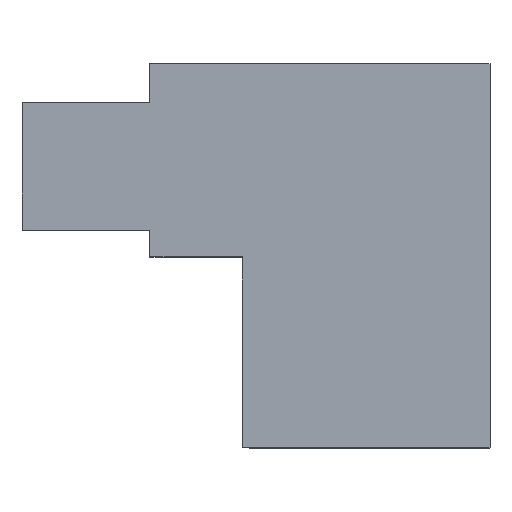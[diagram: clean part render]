
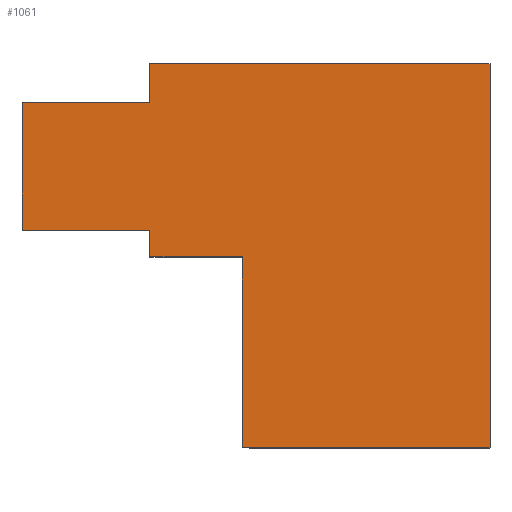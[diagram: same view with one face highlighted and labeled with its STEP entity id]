
A CAD part, top view. The second image highlights one B-rep face of the part: STEP entity #1061.
In plain terms, the highlighted planar face has unit normal (0, 0, 1).
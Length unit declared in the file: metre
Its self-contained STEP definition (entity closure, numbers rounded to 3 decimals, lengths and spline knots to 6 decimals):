
#216=ORIENTED_EDGE('',*,*,#444,.F.);
#217=ORIENTED_EDGE('',*,*,#445,.T.);
#218=ORIENTED_EDGE('',*,*,#446,.F.);
#219=ORIENTED_EDGE('',*,*,#447,.T.);
#220=ORIENTED_EDGE('',*,*,#448,.T.);
#221=ORIENTED_EDGE('',*,*,#449,.T.);
#222=ORIENTED_EDGE('',*,*,#432,.F.);
#223=ORIENTED_EDGE('',*,*,#443,.T.);
#224=ORIENTED_EDGE('',*,*,#351,.F.);
#225=ORIENTED_EDGE('',*,*,#364,.F.);
#351=EDGE_CURVE('',#502,#503,#601,.T.);
#364=EDGE_CURVE('',#514,#502,#614,.T.);
#432=EDGE_CURVE('',#557,#558,#682,.T.);
#443=EDGE_CURVE('',#557,#503,#693,.T.);
#444=EDGE_CURVE('',#561,#514,#694,.T.);
#445=EDGE_CURVE('',#561,#562,#695,.T.);
#446=EDGE_CURVE('',#563,#562,#696,.T.);
#447=EDGE_CURVE('',#563,#564,#697,.T.);
#448=EDGE_CURVE('',#564,#565,#698,.T.);
#449=EDGE_CURVE('',#565,#558,#699,.T.);
#502=VERTEX_POINT('',#1480);
#503=VERTEX_POINT('',#1482);
#514=VERTEX_POINT('',#1509);
#557=VERTEX_POINT('',#1638);
#558=VERTEX_POINT('',#1640);
#561=VERTEX_POINT('',#1664);
#562=VERTEX_POINT('',#1666);
#563=VERTEX_POINT('',#1668);
#564=VERTEX_POINT('',#1670);
#565=VERTEX_POINT('',#1672);
#601=LINE('',#1481,#749);
#614=LINE('',#1510,#762);
#682=LINE('',#1639,#830);
#693=LINE('',#1661,#841);
#694=LINE('',#1663,#842);
#695=LINE('',#1665,#843);
#696=LINE('',#1667,#844);
#697=LINE('',#1669,#845);
#698=LINE('',#1671,#846);
#699=LINE('',#1673,#847);
#749=VECTOR('',#1190,1.);
#762=VECTOR('',#1211,1.);
#830=VECTOR('',#1315,1.);
#841=VECTOR('',#1342,1.);
#842=VECTOR('',#1345,1.);
#843=VECTOR('',#1346,1.);
#844=VECTOR('',#1347,1.);
#845=VECTOR('',#1348,1.);
#846=VECTOR('',#1349,1.);
#847=VECTOR('',#1350,1.);
#901=EDGE_LOOP('',(#216,#217,#218,#219,#220,#221,#222,#223,#224,#225));
#955=FACE_BOUND('',#901,.T.);
#1009=PLANE('',#1128);
#1061=ADVANCED_FACE('',(#955),#1009,.T.);
#1128=AXIS2_PLACEMENT_3D('',#1662,#1343,#1344);
#1190=DIRECTION('',(-1.,0.,0.));
#1211=DIRECTION('',(0.,-1.,0.));
#1315=DIRECTION('',(-1.,0.,0.));
#1342=DIRECTION('',(0.,-1.,0.));
#1343=DIRECTION('',(0.,0.,1.));
#1344=DIRECTION('',(1.,0.,0.));
#1345=DIRECTION('',(1.,0.,0.));
#1346=DIRECTION('',(0.,-1.,0.));
#1347=DIRECTION('',(1.,0.,0.));
#1348=DIRECTION('',(0.,-1.,0.));
#1349=DIRECTION('',(1.,0.,0.));
#1350=DIRECTION('',(0.,-1.,0.));
#1480=CARTESIAN_POINT('',(0.030974,-0.010233,0.0313));
#1481=CARTESIAN_POINT('',(0.011608,-0.010233,0.0313));
#1482=CARTESIAN_POINT('',(-0.007759,-0.010233,0.0313));
#1509=CARTESIAN_POINT('',(0.030974,0.049739,0.0313));
#1510=CARTESIAN_POINT('',(0.030974,0.004673,0.0313));
#1638=CARTESIAN_POINT('',(-0.007759,0.019579,0.0313));
#1639=CARTESIAN_POINT('',(-0.01396,0.019579,0.0313));
#1640=CARTESIAN_POINT('',(-0.022162,0.019579,0.0313));
#1661=CARTESIAN_POINT('',(-0.007759,0.004673,0.0313));
#1662=CARTESIAN_POINT('',(0.005407,0.021253,0.0313));
#1663=CARTESIAN_POINT('',(0.027814,0.049739,0.0313));
#1664=CARTESIAN_POINT('',(-0.022162,0.049739,0.0313));
#1665=CARTESIAN_POINT('',(-0.022162,0.049071,0.0313));
#1666=CARTESIAN_POINT('',(-0.022162,0.043739,0.0313));
#1667=CARTESIAN_POINT('',(-0.042161,0.043739,0.0313));
#1668=CARTESIAN_POINT('',(-0.042161,0.043739,0.0313));
#1669=CARTESIAN_POINT('',(-0.042161,0.049071,0.0313));
#1670=CARTESIAN_POINT('',(-0.042161,0.023739,0.0313));
#1671=CARTESIAN_POINT('',(-0.042161,0.023739,0.0313));
#1672=CARTESIAN_POINT('',(-0.022162,0.023739,0.0313));
#1673=CARTESIAN_POINT('',(-0.022162,0.049071,0.0313));
